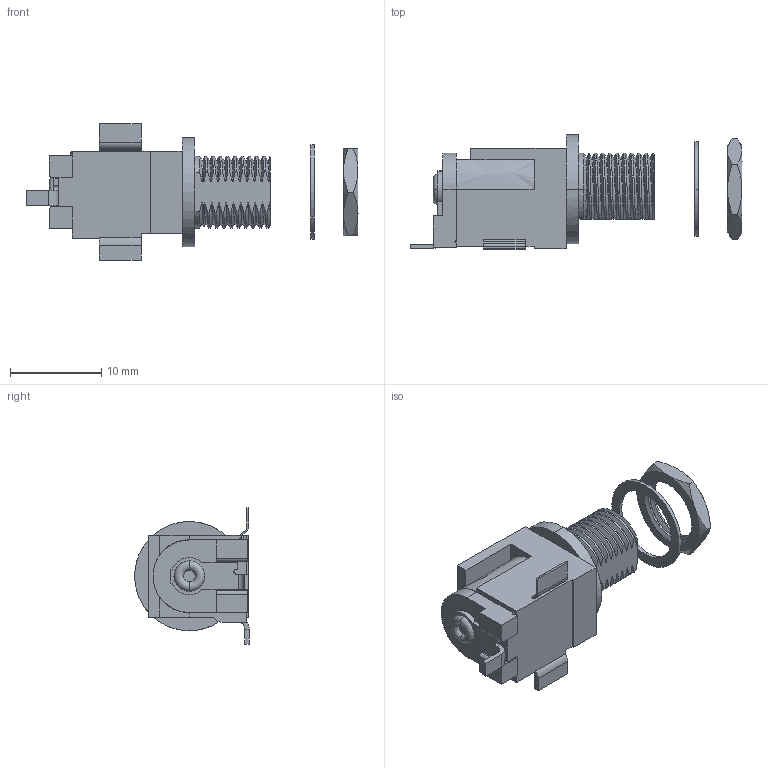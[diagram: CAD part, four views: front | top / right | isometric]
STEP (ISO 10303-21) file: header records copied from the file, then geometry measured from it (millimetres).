
FILE_DESCRIPTION (( 'STEP AP214' ), '1' );
FILE_NAME ('RASM10.STEP', '2014-06-09T16:24:06', ( '' ), ( '' ), 'SwSTEP 2.0', 'SolidWorks 2014', '' );
FILE_SCHEMA (( 'AUTOMOTIVE_DESIGN' ));
Length unit declared in the file: inch
Products named in the file (1): RASM10
Bounding box: 36.31 x 12.53 x 14.95 mm (x, y, z)
Volume: 1339.6 mm3; surface area: 1993.6 mm2
Topology: 3 solids, 4 shells, 258 faces, 685 edges, 445 vertices
Faces by surface type: cylinder 103, plane 97, bspline 27, cone 24, torus 7
Entity records: 14824 total; most frequent: CARTESIAN_POINT 9002, ORIENTED_EDGE 1370, DIRECTION 1008, EDGE_CURVE 685, VERTEX_POINT 445, AXIS2_PLACEMENT_3D 358, LINE 292, VECTOR 292
